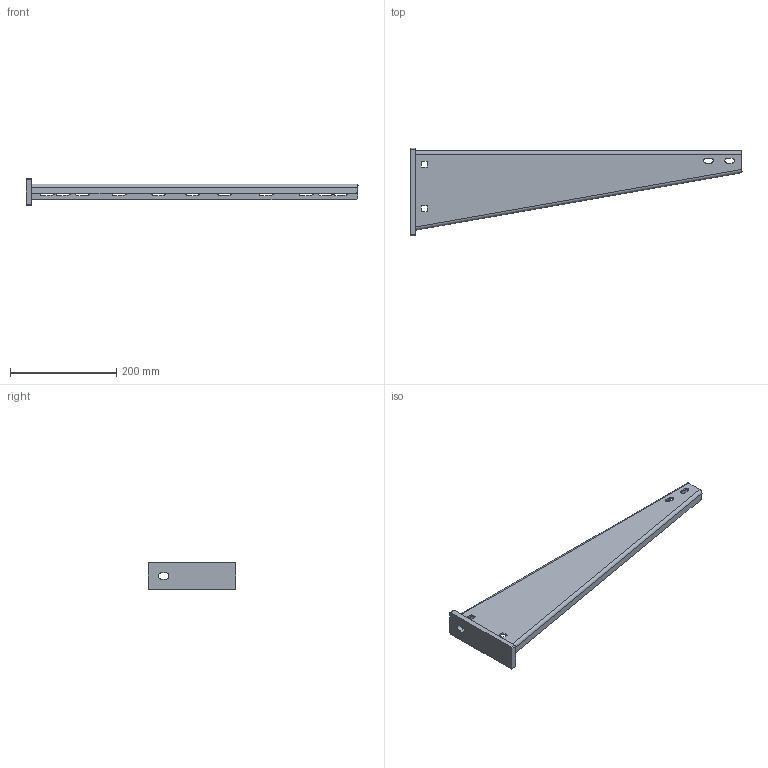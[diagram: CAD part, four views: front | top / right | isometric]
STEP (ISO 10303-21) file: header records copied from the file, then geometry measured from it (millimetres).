
FILE_DESCRIPTION((''),'2;1');
FILE_NAME('713060_ASM','2019-03-18T10:56:25',('tomasz.grudniewski'),(''),'CREO PARAMETRIC BY PTC INC, 2018500','CREO PARAMETRIC BY PTC INC, 2018500','');
FILE_SCHEMA(('CONFIG_CONTROL_DESIGN'));
Length unit declared in the file: millimetre
Products named in the file (3): 165PODSTAWA_PRT; WWCT600_PRT; 713060_ASM
Assembly tree (2 placements, depth 2):
  713060_ASM
    165PODSTAWA_PRT
    WWCT600_PRT
Bounding box: 625.2 x 165 x 50 mm (x, y, z)
Volume: 319209.4 mm3; surface area: 187321.9 mm2
Topology: 2 solids, 2 shells, 142 faces, 398 edges, 260 vertices
Faces by surface type: plane 81, cylinder 60, bspline 1
Entity records: 4764 total; most frequent: CARTESIAN_POINT 852, DIRECTION 806, ORIENTED_EDGE 796, EDGE_CURVE 398, VECTOR 278, LINE 278, AXIS2_PLACEMENT_3D 264, VERTEX_POINT 260
